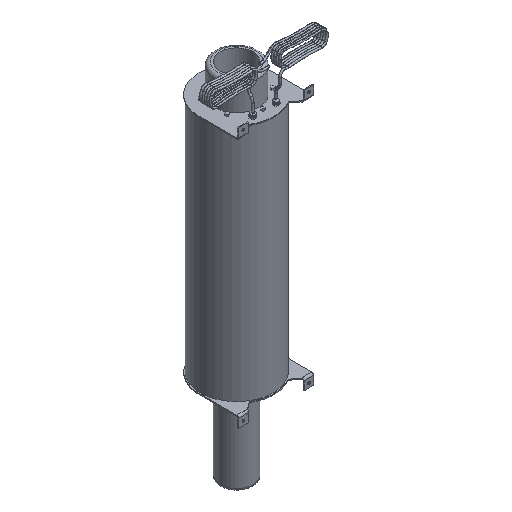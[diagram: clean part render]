
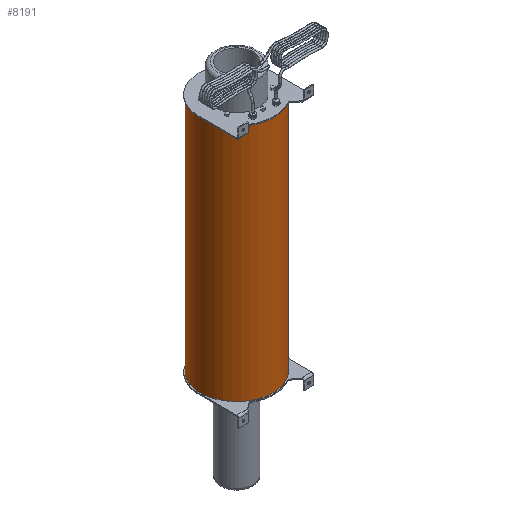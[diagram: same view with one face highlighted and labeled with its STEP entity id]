
A CAD part, isometric view. The second image highlights one B-rep face of the part: STEP entity #8191.
In plain terms, the highlighted cylindrical face has radius 152.5 mm (diameter 305 mm), a full revolution.
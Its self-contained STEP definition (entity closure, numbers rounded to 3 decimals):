
#218=B_SPLINE_CURVE_WITH_KNOTS($,3,(#12819,#12820,#12821,#12822,#12823,
#12824,#12825,#12826,#12827,#12828),.UNSPECIFIED.,.F.,.F.,(4,2,2,2,4),(1.136,
1.423,1.709,1.993,2.277),
 .UNSPECIFIED.);
#219=B_SPLINE_CURVE_WITH_KNOTS($,3,(#12837,#12838,#12839,#12840,#12841,
#12842,#12843,#12844,#12845,#12846),.UNSPECIFIED.,.F.,.F.,(4,2,2,2,4),(2.277,
2.559,2.842,3.129,3.417),
 .UNSPECIFIED.);
#220=B_SPLINE_CURVE_WITH_KNOTS($,3,(#12857,#12858,#12859,#12860,#12861,
#12862,#12863,#12864,#12865,#12866),.UNSPECIFIED.,.F.,.F.,(4,2,2,2,4),(0.,
0.284,0.568,0.854,1.14),
 .UNSPECIFIED.);
#221=B_SPLINE_CURVE_WITH_KNOTS($,3,(#12873,#12874,#12875,#12876,#12877,
#12878,#12879,#12880,#12881,#12882),.UNSPECIFIED.,.F.,.F.,(4,2,2,2,4),(-1.14,
-0.853,-0.565,-0.282,0.),
 .UNSPECIFIED.);
#638=LINE($,#12833,#1299);
#643=LINE($,#12870,#1304);
#1299=VECTOR($,#9285,105.);
#1304=VECTOR($,#9304,105.);
#2142=FACE_OUTER_BOUND($,#2782,.T.);
#2417=CYLINDRICAL_SURFACE($,#8723,152.5);
#2473=FACE_BOUND($,#2783,.T.);
#2474=FACE_BOUND($,#2784,.T.);
#2782=EDGE_LOOP($,(#6396));
#2783=EDGE_LOOP($,(#6397));
#2784=EDGE_LOOP($,(#6398,#6399,#6400,#6401,#6402,#6403,#6404,#6405));
#3109=CIRCLE($,#8536,152.5);
#3110=CIRCLE($,#8538,152.5);
#3157=CIRCLE($,#8724,152.5);
#3158=CIRCLE($,#8725,152.5);
#3444=VERTEX_POINT($,#12816);
#3445=VERTEX_POINT($,#12818);
#3446=VERTEX_POINT($,#12831);
#3447=VERTEX_POINT($,#12835);
#3448=VERTEX_POINT($,#12848);
#3449=VERTEX_POINT($,#12852);
#3450=VERTEX_POINT($,#12856);
#3451=VERTEX_POINT($,#12869);
#3674=VERTEX_POINT($,#14590);
#3675=VERTEX_POINT($,#14592);
#4315=EDGE_CURVE($,#3445,#3444,#218,.T.);
#4318=EDGE_CURVE($,#3444,#3446,#638,.T.);
#4320=EDGE_CURVE($,#3446,#3447,#219,.T.);
#4322=EDGE_CURVE($,#3447,#3448,#3109,.T.);
#4323=EDGE_CURVE($,#3449,#3445,#3110,.T.);
#4325=EDGE_CURVE($,#3450,#3449,#220,.T.);
#4327=EDGE_CURVE($,#3451,#3450,#643,.T.);
#4329=EDGE_CURVE($,#3448,#3451,#221,.T.);
#4663=EDGE_CURVE($,#3674,#3674,#3157,.T.);
#4664=EDGE_CURVE($,#3675,#3675,#3158,.T.);
#6396=ORIENTED_EDGE($,*,*,#4663,.F.);
#6397=ORIENTED_EDGE($,*,*,#4664,.F.);
#6398=ORIENTED_EDGE($,*,*,#4315,.T.);
#6399=ORIENTED_EDGE($,*,*,#4318,.T.);
#6400=ORIENTED_EDGE($,*,*,#4320,.T.);
#6401=ORIENTED_EDGE($,*,*,#4322,.T.);
#6402=ORIENTED_EDGE($,*,*,#4329,.T.);
#6403=ORIENTED_EDGE($,*,*,#4327,.T.);
#6404=ORIENTED_EDGE($,*,*,#4325,.T.);
#6405=ORIENTED_EDGE($,*,*,#4323,.T.);
#8191=ADVANCED_FACE($,(#2142,#2473,#2474),#2417,.T.);
#8536=AXIS2_PLACEMENT_3D($,#12850,#9292,#9293);
#8538=AXIS2_PLACEMENT_3D($,#12853,#9296,#9297);
#8723=AXIS2_PLACEMENT_3D($,#14589,#9855,#9856);
#8724=AXIS2_PLACEMENT_3D($,#14591,#9857,#9858);
#8725=AXIS2_PLACEMENT_3D($,#14593,#9859,#9860);
#9285=DIRECTION($,(0.,0.,1.));
#9292=DIRECTION('center_axis',(0.,0.,
1.));
#9293=DIRECTION('ref_axis',(1.,0.,0.));
#9296=DIRECTION('center_axis',(0.,0.,
-1.));
#9297=DIRECTION('ref_axis',(1.,0.,0.));
#9304=DIRECTION($,(0.,0.,-1.));
#9855=DIRECTION('center_axis',(0.,0.,-1.));
#9856=DIRECTION('ref_axis',(1.,0.,0.));
#9857=DIRECTION('center_axis',(0.,0.,1.));
#9858=DIRECTION('ref_axis',(1.,0.,0.));
#9859=DIRECTION('center_axis',(0.,0.,-1.));
#9860=DIRECTION('ref_axis',(1.,0.,0.));
#12816=CARTESIAN_POINT('',(32.974,148.892,-594.051));
#12818=CARTESIAN_POINT('',(25.474,150.357,-601.551));
#12819=CARTESIAN_POINT('Ctrl Pts',(25.474,150.357,-601.551));
#12820=CARTESIAN_POINT('Ctrl Pts',(26.415,150.198,-601.551));
#12821=CARTESIAN_POINT('Ctrl Pts',(27.418,150.018,-601.363));
#12822=CARTESIAN_POINT('Ctrl Pts',(29.266,149.669,-600.599));
#12823=CARTESIAN_POINT('Ctrl Pts',(30.109,149.5,-600.022));
#12824=CARTESIAN_POINT('Ctrl Pts',(31.439,149.226,-598.692));
#12825=CARTESIAN_POINT('Ctrl Pts',(32.017,149.102,-597.851));
#12826=CARTESIAN_POINT('Ctrl Pts',(32.784,148.935,-596.004));
#12827=CARTESIAN_POINT('Ctrl Pts',(32.974,148.892,-594.997));
#12828=CARTESIAN_POINT('Ctrl Pts',(32.974,148.892,-594.051));
#12831=CARTESIAN_POINT('',(32.974,148.892,-489.051));
#12833=CARTESIAN_POINT($,(32.974,148.892,0.));
#12835=CARTESIAN_POINT('',(25.474,150.357,-481.551));
#12837=CARTESIAN_POINT('Ctrl Pts',(32.974,148.892,-489.051));
#12838=CARTESIAN_POINT('Ctrl Pts',(32.974,148.892,-488.109));
#12839=CARTESIAN_POINT('Ctrl Pts',(32.786,148.935,-487.107));
#12840=CARTESIAN_POINT('Ctrl Pts',(32.025,149.1,-485.266));
#12841=CARTESIAN_POINT('Ctrl Pts',(31.453,149.223,-484.428));
#12842=CARTESIAN_POINT('Ctrl Pts',(30.128,149.496,-483.093));
#12843=CARTESIAN_POINT('Ctrl Pts',(29.281,149.665,-482.511));
#12844=CARTESIAN_POINT('Ctrl Pts',(27.428,150.016,-481.74));
#12845=CARTESIAN_POINT('Ctrl Pts',(26.42,150.197,-481.551));
#12846=CARTESIAN_POINT('Ctrl Pts',(25.474,150.357,-481.551));
#12848=CARTESIAN_POINT('',(-25.526,150.349,-481.551));
#12850=CARTESIAN_POINT('Origin',(0.,0.,-481.551));
#12852=CARTESIAN_POINT('',(-25.526,150.349,-601.551));
#12853=CARTESIAN_POINT('Origin',(0.,0.,-601.551));
#12856=CARTESIAN_POINT('',(-33.026,148.881,-594.051));
#12857=CARTESIAN_POINT('Ctrl Pts',(-33.026,148.881,-594.051));
#12858=CARTESIAN_POINT('Ctrl Pts',(-33.026,148.881,-594.997));
#12859=CARTESIAN_POINT('Ctrl Pts',(-32.836,148.924,-596.004));
#12860=CARTESIAN_POINT('Ctrl Pts',(-32.068,149.091,-597.851));
#12861=CARTESIAN_POINT('Ctrl Pts',(-31.491,149.215,-598.692));
#12862=CARTESIAN_POINT('Ctrl Pts',(-30.161,149.489,-600.022));
#12863=CARTESIAN_POINT('Ctrl Pts',(-29.317,149.658,-600.599));
#12864=CARTESIAN_POINT('Ctrl Pts',(-27.47,150.008,-601.363));
#12865=CARTESIAN_POINT('Ctrl Pts',(-26.467,150.189,-601.551));
#12866=CARTESIAN_POINT('Ctrl Pts',(-25.526,150.349,-601.551));
#12869=CARTESIAN_POINT('',(-33.026,148.881,-489.051));
#12870=CARTESIAN_POINT($,(-33.026,148.881,0.));
#12873=CARTESIAN_POINT('Ctrl Pts',(-25.526,150.349,-481.551));
#12874=CARTESIAN_POINT('Ctrl Pts',(-26.472,150.188,-481.551));
#12875=CARTESIAN_POINT('Ctrl Pts',(-27.479,150.007,-481.74));
#12876=CARTESIAN_POINT('Ctrl Pts',(-29.333,149.655,-482.511));
#12877=CARTESIAN_POINT('Ctrl Pts',(-30.18,149.485,-483.093));
#12878=CARTESIAN_POINT('Ctrl Pts',(-31.505,149.212,-484.428));
#12879=CARTESIAN_POINT('Ctrl Pts',(-32.077,149.089,-485.266));
#12880=CARTESIAN_POINT('Ctrl Pts',(-32.838,148.923,-487.107));
#12881=CARTESIAN_POINT('Ctrl Pts',(-33.026,148.881,-488.109));
#12882=CARTESIAN_POINT('Ctrl Pts',(-33.026,148.881,-489.051));
#14589=CARTESIAN_POINT('Origin',(0.,0.,0.));
#14590=CARTESIAN_POINT('',(-152.5,0.,0.));
#14591=CARTESIAN_POINT('Origin',(0.,0.,0.));
#14592=CARTESIAN_POINT('',(-152.5,0.,-1000.));
#14593=CARTESIAN_POINT('Origin',(0.,0.,-1000.));
